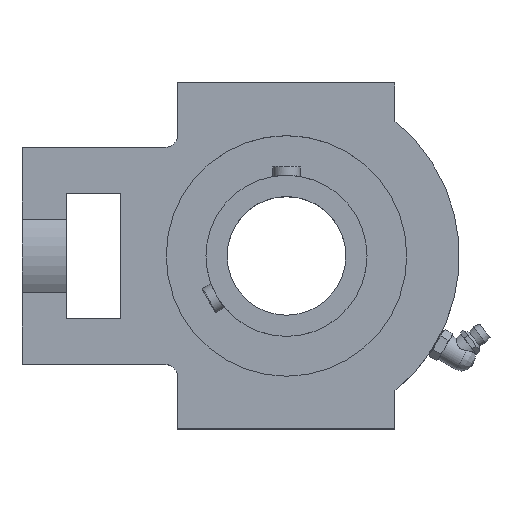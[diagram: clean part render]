
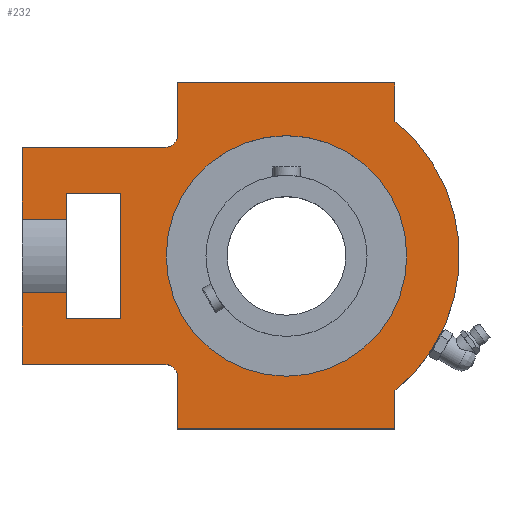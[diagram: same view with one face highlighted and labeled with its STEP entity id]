
A CAD part, top view. The second image highlights one B-rep face of the part: STEP entity #232.
In plain terms, the highlighted planar face has unit normal (0, 0, 1).
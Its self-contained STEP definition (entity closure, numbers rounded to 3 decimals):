
#232 = ADVANCED_FACE( '', ( #540, #541 ), #542, .T. );
#540 = FACE_BOUND( '', #933, .T. );
#541 = FACE_OUTER_BOUND( '', #934, .T. );
#542 = PLANE( '', #935 );
#933 = EDGE_LOOP( '', ( #1522 ) );
#934 = EDGE_LOOP( '', ( #1523, #1524, #1525, #1526, #1527, #1528, #1529, #1530, #1531, #1532, #1533, #1534, #1535, #1536, #1537, #1538, #1539, #1540, #1541, #1542 ) );
#935 = AXIS2_PLACEMENT_3D( '', #1543, #1544, #1545 );
#1522 = ORIENTED_EDGE( '', *, *, #2328, .F. );
#1523 = ORIENTED_EDGE( '', *, *, #2178, .T. );
#1524 = ORIENTED_EDGE( '', *, *, #2329, .T. );
#1525 = ORIENTED_EDGE( '', *, *, #2259, .F. );
#1526 = ORIENTED_EDGE( '', *, *, #2330, .F. );
#1527 = ORIENTED_EDGE( '', *, *, #2331, .F. );
#1528 = ORIENTED_EDGE( '', *, *, #2332, .F. );
#1529 = ORIENTED_EDGE( '', *, *, #2261, .F. );
#1530 = ORIENTED_EDGE( '', *, *, #2333, .T. );
#1531 = ORIENTED_EDGE( '', *, *, #2176, .T. );
#1532 = ORIENTED_EDGE( '', *, *, #2334, .T. );
#1533 = ORIENTED_EDGE( '', *, *, #2310, .F. );
#1534 = ORIENTED_EDGE( '', *, *, #2335, .T. );
#1535 = ORIENTED_EDGE( '', *, *, #2336, .T. );
#1536 = ORIENTED_EDGE( '', *, *, #2186, .T. );
#1537 = ORIENTED_EDGE( '', *, *, #2337, .T. );
#1538 = ORIENTED_EDGE( '', *, *, #2338, .T. );
#1539 = ORIENTED_EDGE( '', *, *, #2225, .T. );
#1540 = ORIENTED_EDGE( '', *, *, #2326, .T. );
#1541 = ORIENTED_EDGE( '', *, *, #2251, .F. );
#1542 = ORIENTED_EDGE( '', *, *, #2215, .T. );
#1543 = CARTESIAN_POINT( '', ( -35.9, -35.9, 15. ) );
#1544 = DIRECTION( '', ( 0., 0., 1. ) );
#1545 = DIRECTION( '', ( 1., 0., 0. ) );
#2176 = EDGE_CURVE( '', #2547, #2545, #2548, .T. );
#2178 = EDGE_CURVE( '', #2551, #2549, #2552, .T. );
#2186 = EDGE_CURVE( '', #2565, #2563, #2566, .T. );
#2215 = EDGE_CURVE( '', #2614, #2551, #2615, .T. );
#2225 = EDGE_CURVE( '', #2632, #2630, #2633, .T. );
#2251 = EDGE_CURVE( '', #2614, #2675, #2676, .T. );
#2259 = EDGE_CURVE( '', #2687, #2689, #2690, .T. );
#2261 = EDGE_CURVE( '', #2691, #2693, #2694, .T. );
#2310 = EDGE_CURVE( '', #2770, #2772, #2773, .T. );
#2326 = EDGE_CURVE( '', #2630, #2675, #2796, .T. );
#2328 = EDGE_CURVE( '', #2798, #2798, #2799, .T. );
#2329 = EDGE_CURVE( '', #2549, #2689, #2800, .F. );
#2330 = EDGE_CURVE( '', #2801, #2687, #2802, .T. );
#2331 = EDGE_CURVE( '', #2803, #2801, #2804, .T. );
#2332 = EDGE_CURVE( '', #2693, #2803, #2805, .T. );
#2333 = EDGE_CURVE( '', #2691, #2547, #2806, .T. );
#2334 = EDGE_CURVE( '', #2545, #2772, #2807, .T. );
#2335 = EDGE_CURVE( '', #2770, #2808, #2809, .T. );
#2336 = EDGE_CURVE( '', #2808, #2565, #2810, .T. );
#2337 = EDGE_CURVE( '', #2563, #2811, #2812, .T. );
#2338 = EDGE_CURVE( '', #2811, #2632, #2813, .T. );
#2545 = VERTEX_POINT( '', #3079 );
#2547 = VERTEX_POINT( '', #3082 );
#2548 = LINE( '', #3083, #3084 );
#2549 = VERTEX_POINT( '', #3085 );
#2551 = VERTEX_POINT( '', #3087 );
#2552 = LINE( '', #3088, #3089 );
#2563 = VERTEX_POINT( '', #3105 );
#2565 = VERTEX_POINT( '', #3108 );
#2566 = LINE( '', #3109, #3110 );
#2614 = VERTEX_POINT( '', #3386 );
#2615 = LINE( '', #3387, #3388 );
#2630 = VERTEX_POINT( '', #3409 );
#2632 = VERTEX_POINT( '', #3412 );
#2633 = LINE( '', #3413, #3414 );
#2675 = VERTEX_POINT( '', #3527 );
#2676 = CIRCLE( '', #3528, 3.9 );
#2687 = VERTEX_POINT( '', #3541 );
#2689 = VERTEX_POINT( '', #3544 );
#2690 = LINE( '', #3545, #3546 );
#2691 = VERTEX_POINT( '', #3547 );
#2693 = VERTEX_POINT( '', #3549 );
#2694 = LINE( '', #3550, #3551 );
#2770 = VERTEX_POINT( '', #3780 );
#2772 = VERTEX_POINT( '', #3783 );
#2773 = CIRCLE( '', #3784, 3.9 );
#2796 = LINE( '', #3827, #3828 );
#2798 = VERTEX_POINT( '', #3830 );
#2799 = CIRCLE( '', #3831, 35.475 );
#2800 = LINE( '', #3832, #3833 );
#2801 = VERTEX_POINT( '', #3834 );
#2802 = LINE( '', #3835, #3836 );
#2803 = VERTEX_POINT( '', #3837 );
#2804 = LINE( '', #3838, #3839 );
#2805 = LINE( '', #3840, #3841 );
#2806 = LINE( '', #3842, #3843 );
#2807 = LINE( '', #3844, #3845 );
#2808 = VERTEX_POINT( '', #3846 );
#2809 = LINE( '', #3847, #3848 );
#2810 = LINE( '', #3849, #3850 );
#2811 = VERTEX_POINT( '', #3851 );
#2812 = CIRCLE( '', #3852, 51. );
#2813 = LINE( '', #3853, #3854 );
#3079 = CARTESIAN_POINT( '', ( -78., -32., 15. ) );
#3082 = CARTESIAN_POINT( '', ( -78., -10.828, 15. ) );
#3083 = CARTESIAN_POINT( '', ( -78., 32., 15. ) );
#3084 = VECTOR( '', #4376, 1000. );
#3085 = CARTESIAN_POINT( '', ( -78., 10.828, 15. ) );
#3087 = CARTESIAN_POINT( '', ( -78., 32., 15. ) );
#3088 = CARTESIAN_POINT( '', ( -78., 32., 15. ) );
#3089 = VECTOR( '', #4380, 1000. );
#3105 = CARTESIAN_POINT( '', ( 32., -39.711, 15. ) );
#3108 = CARTESIAN_POINT( '', ( 32., -51., 15. ) );
#3109 = CARTESIAN_POINT( '', ( 32., -51., 15. ) );
#3110 = VECTOR( '', #4387, 1000. );
#3386 = CARTESIAN_POINT( '', ( -35.9, 32., 15. ) );
#3387 = CARTESIAN_POINT( '', ( -35.9, 32., 15. ) );
#3388 = VECTOR( '', #4411, 1000. );
#3409 = CARTESIAN_POINT( '', ( -32., 51., 15. ) );
#3412 = CARTESIAN_POINT( '', ( 32., 51., 15. ) );
#3413 = CARTESIAN_POINT( '', ( 32., 51., 15. ) );
#3414 = VECTOR( '', #4419, 1000. );
#3527 = CARTESIAN_POINT( '', ( -32., 35.9, 15. ) );
#3528 = AXIS2_PLACEMENT_3D( '', #4453, #4454, #4455 );
#3541 = CARTESIAN_POINT( '', ( -65., 18.5, 15. ) );
#3544 = CARTESIAN_POINT( '', ( -65., 10.828, 15. ) );
#3545 = CARTESIAN_POINT( '', ( -65., 18.5, 15. ) );
#3546 = VECTOR( '', #4465, 1000. );
#3547 = CARTESIAN_POINT( '', ( -65., -10.828, 15. ) );
#3549 = CARTESIAN_POINT( '', ( -65., -18.5, 15. ) );
#3550 = CARTESIAN_POINT( '', ( -65., 18.5, 15. ) );
#3551 = VECTOR( '', #4469, 1000. );
#3780 = CARTESIAN_POINT( '', ( -32., -35.9, 15. ) );
#3783 = CARTESIAN_POINT( '', ( -35.9, -32., 15. ) );
#3784 = AXIS2_PLACEMENT_3D( '', #4515, #4516, #4517 );
#3827 = CARTESIAN_POINT( '', ( -32., 51., 15. ) );
#3828 = VECTOR( '', #4532, 1000. );
#3830 = CARTESIAN_POINT( '', ( 35.475, 0., 15. ) );
#3831 = AXIS2_PLACEMENT_3D( '', #4533, #4534, #4535 );
#3832 = CARTESIAN_POINT( '', ( -65., 10.828, 15. ) );
#3833 = VECTOR( '', #4536, 1000. );
#3834 = CARTESIAN_POINT( '', ( -49., 18.5, 15. ) );
#3835 = CARTESIAN_POINT( '', ( -49., 18.5, 15. ) );
#3836 = VECTOR( '', #4537, 1000. );
#3837 = CARTESIAN_POINT( '', ( -49., -18.5, 15. ) );
#3838 = CARTESIAN_POINT( '', ( -49., -18.5, 15. ) );
#3839 = VECTOR( '', #4538, 1000. );
#3840 = CARTESIAN_POINT( '', ( -65., -18.5, 15. ) );
#3841 = VECTOR( '', #4539, 1000. );
#3842 = CARTESIAN_POINT( '', ( -65., -10.828, 15. ) );
#3843 = VECTOR( '', #4540, 1000. );
#3844 = CARTESIAN_POINT( '', ( -78., -32., 15. ) );
#3845 = VECTOR( '', #4541, 1000. );
#3846 = CARTESIAN_POINT( '', ( -32., -51., 15. ) );
#3847 = CARTESIAN_POINT( '', ( -32., -35.9, 15. ) );
#3848 = VECTOR( '', #4542, 1000. );
#3849 = CARTESIAN_POINT( '', ( -32., -51., 15. ) );
#3850 = VECTOR( '', #4543, 1000. );
#3851 = CARTESIAN_POINT( '', ( 32., 39.711, 15. ) );
#3852 = AXIS2_PLACEMENT_3D( '', #4544, #4545, #4546 );
#3853 = CARTESIAN_POINT( '', ( 32., 39.711, 15. ) );
#3854 = VECTOR( '', #4547, 1000. );
#4376 = DIRECTION( '', ( 0., -1., 0. ) );
#4380 = DIRECTION( '', ( 0., -1., 0. ) );
#4387 = DIRECTION( '', ( 0., 1., 0. ) );
#4411 = DIRECTION( '', ( -1., 0., 0. ) );
#4419 = DIRECTION( '', ( -1., 0., 0. ) );
#4453 = CARTESIAN_POINT( '', ( -35.9, 35.9, 15. ) );
#4454 = DIRECTION( '', ( 0., 0., 1. ) );
#4455 = DIRECTION( '', ( 1., 0., 0. ) );
#4465 = DIRECTION( '', ( 0., -1., 0. ) );
#4469 = DIRECTION( '', ( 0., -1., 0. ) );
#4515 = CARTESIAN_POINT( '', ( -35.9, -35.9, 15. ) );
#4516 = DIRECTION( '', ( 0., 0., 1. ) );
#4517 = DIRECTION( '', ( 1., 0., 0. ) );
#4532 = DIRECTION( '', ( 0., -1., 0. ) );
#4533 = CARTESIAN_POINT( '', ( 0., 0., 15. ) );
#4534 = DIRECTION( '', ( 0., 0., 1. ) );
#4535 = DIRECTION( '', ( 1., 0., 0. ) );
#4536 = DIRECTION( '', ( -1., 0., 0. ) );
#4537 = DIRECTION( '', ( -1., 0., 0. ) );
#4538 = DIRECTION( '', ( 0., 1., 0. ) );
#4539 = DIRECTION( '', ( 1., 0., 0. ) );
#4540 = DIRECTION( '', ( -1., 0., 0. ) );
#4541 = DIRECTION( '', ( 1., 0., 0. ) );
#4542 = DIRECTION( '', ( 0., -1., 0. ) );
#4543 = DIRECTION( '', ( 1., 0., 0. ) );
#4544 = CARTESIAN_POINT( '', ( 0., 0., 15. ) );
#4545 = DIRECTION( '', ( 0., 0., 1. ) );
#4546 = DIRECTION( '', ( 1., 0., 0. ) );
#4547 = DIRECTION( '', ( 0., 1., 0. ) );
